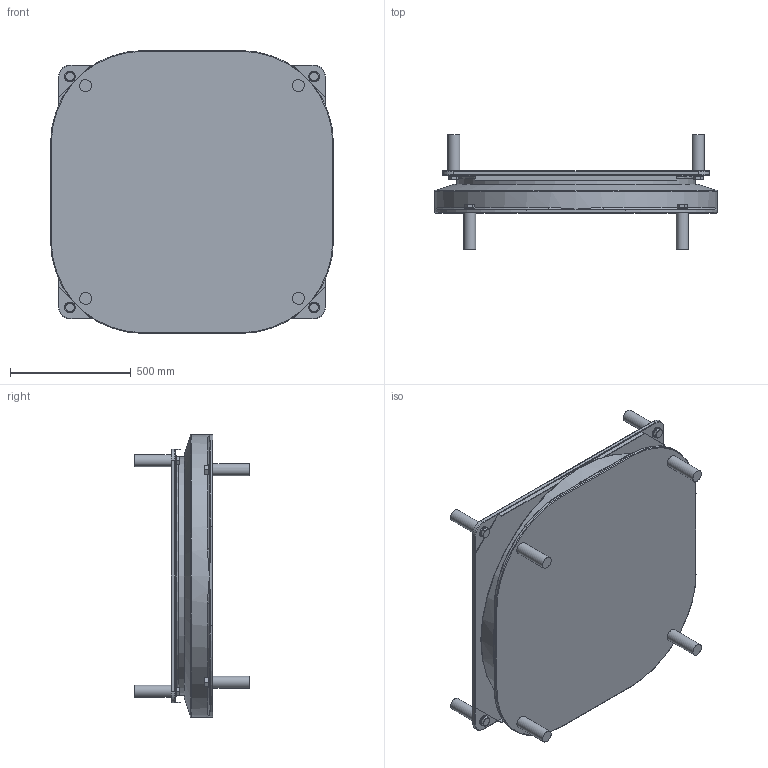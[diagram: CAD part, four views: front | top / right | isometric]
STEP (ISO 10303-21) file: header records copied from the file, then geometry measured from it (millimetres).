
FILE_DESCRIPTION(/* description */ (''),/* implementation_level */ '2;1');
FILE_NAME(/* name */ 'Tobe FR-4 130 A50, STANDARD LAGER FORENKLET.stp',/* time_stamp */ '2024-03-19T16:01:35+01:00',/* author */ ('Kristian'),/* organization */ (''),/* preprocessor_version */ 'ST-DEVELOPER v19.2',/* originating_system */ 'Autodesk Inventor 2024',/* authorisation */ '');
FILE_SCHEMA (('AUTOMOTIVE_DESIGN { 1 0 10303 214 3 1 1 }'));
Length unit declared in the file: millimetre
Products named in the file (1): Tobe FR-4 130 A±50, STANDARD LAGER FORENKLET
Bounding box: 1170 x 473.5 x 1170 mm (x, y, z)
Volume: 178364933.7 mm3; surface area: 4199766.2 mm2
Topology: 1 solids, 18 shells, 390 faces, 807 edges, 472 vertices
Faces by surface type: plane 155, cylinder 98, cone 89, torus 24, bspline 24
Full cylindrical faces by diameter (mm): 20.752 x8, 22.376 x8, 24 x8, 25 x16, 33.2 x8, 44 x8, 50 x8, 967 x1, 970 x1, 971 x1, 986 x1, 990 x1, 1170 x1
Entity records: 11281 total; most frequent: CARTESIAN_POINT 2874, DIRECTION 1705, ORIENTED_EDGE 1566, EDGE_CURVE 783, AXIS2_PLACEMENT_3D 691, VERTEX_POINT 472, EDGE_LOOP 451, STYLED_ITEM 391
